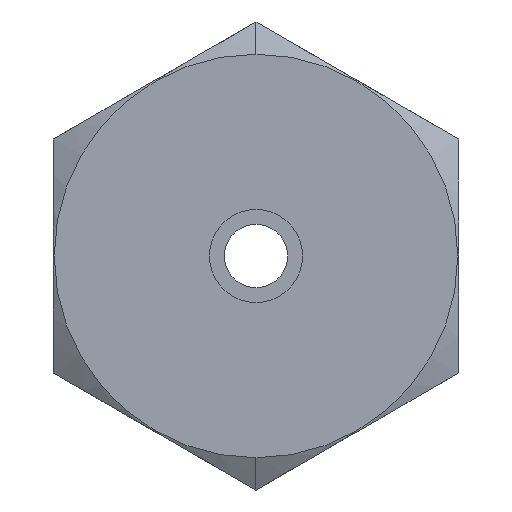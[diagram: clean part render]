
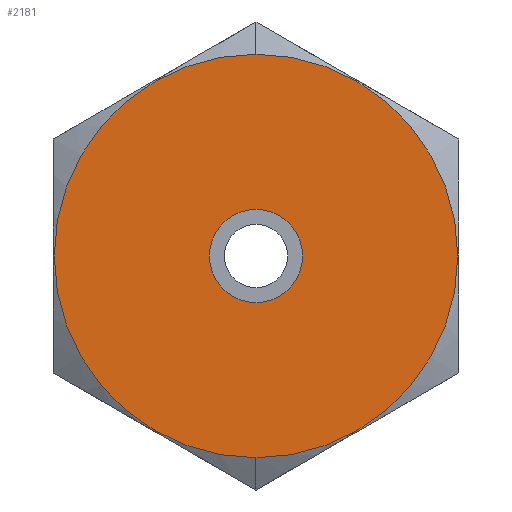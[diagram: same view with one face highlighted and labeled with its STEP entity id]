
A CAD part, left-side view. The second image highlights one B-rep face of the part: STEP entity #2181.
In plain terms, the highlighted planar face has unit normal (-1, 0, 0).
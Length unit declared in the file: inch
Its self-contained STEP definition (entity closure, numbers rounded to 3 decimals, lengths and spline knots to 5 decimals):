
#185 = CIRCLE ( 'NONE', #9387, 0.12925 ) ;
#198 = PLANE ( 'NONE',  #6650 ) ;
#873 = DIRECTION ( 'NONE',  ( 0., 0., -1. ) ) ;
#983 = CARTESIAN_POINT ( 'NONE',  ( -0.87, 0., 0. ) ) ;
#1547 = CIRCLE ( 'NONE', #2797, 0.56 ) ;
#1714 = FACE_BOUND ( 'NONE', #7290, .T. ) ;
#1814 = DIRECTION ( 'NONE',  ( -1., 0., 0. ) ) ;
#1880 = CARTESIAN_POINT ( 'NONE',  ( -0.87, 0., 0.12925 ) ) ;
#2181 = ADVANCED_FACE ( 'NONE', ( #1714, #7982 ), #198, .F. ) ;
#2303 = EDGE_LOOP ( 'NONE', ( #2916, #10126 ) ) ;
#2476 = DIRECTION ( 'NONE',  ( -1., 0., 0. ) ) ;
#2626 = EDGE_CURVE ( 'NONE', #4247, #8526, #3111, .T. ) ;
#2639 = ORIENTED_EDGE ( 'NONE', *, *, #3753, .F. ) ;
#2747 = VERTEX_POINT ( 'NONE', #7255 ) ;
#2797 = AXIS2_PLACEMENT_3D ( 'NONE', #9222, #4955, #873 ) ;
#2916 = ORIENTED_EDGE ( 'NONE', *, *, #2626, .F. ) ;
#3111 = CIRCLE ( 'NONE', #6439, 0.56 ) ;
#3753 = EDGE_CURVE ( 'NONE', #10370, #2747, #185, .T. ) ;
#3984 = CARTESIAN_POINT ( 'NONE',  ( -0.87, 0., 0. ) ) ;
#4221 = AXIS2_PLACEMENT_3D ( 'NONE', #983, #1814, #8366 ) ;
#4247 = VERTEX_POINT ( 'NONE', #6117 ) ;
#4955 = DIRECTION ( 'NONE',  ( 1., 0., 0. ) ) ;
#5025 = CIRCLE ( 'NONE', #4221, 0.12925 ) ;
#5648 = CARTESIAN_POINT ( 'NONE',  ( -0.87, 0., 0.56 ) ) ;
#5722 = DIRECTION ( 'NONE',  ( 0., 0., 1. ) ) ;
#6117 = CARTESIAN_POINT ( 'NONE',  ( -0.87, 0., -0.56 ) ) ;
#6439 = AXIS2_PLACEMENT_3D ( 'NONE', #3984, #7331, #9720 ) ;
#6650 = AXIS2_PLACEMENT_3D ( 'NONE', #8359, #7644, #8503 ) ;
#7255 = CARTESIAN_POINT ( 'NONE',  ( -0.87, 0., -0.12925 ) ) ;
#7290 = EDGE_LOOP ( 'NONE', ( #2639, #9932 ) ) ;
#7331 = DIRECTION ( 'NONE',  ( 1., 0., 0. ) ) ;
#7644 = DIRECTION ( 'NONE',  ( 1., 0., 0. ) ) ;
#7982 = FACE_OUTER_BOUND ( 'NONE', #2303, .T. ) ;
#8138 = EDGE_CURVE ( 'NONE', #2747, #10370, #5025, .T. ) ;
#8359 = CARTESIAN_POINT ( 'NONE',  ( -0.87, 0.5625, 0.32476 ) ) ;
#8366 = DIRECTION ( 'NONE',  ( 0., 0., 1. ) ) ;
#8503 = DIRECTION ( 'NONE',  ( 0., 0., -1. ) ) ;
#8526 = VERTEX_POINT ( 'NONE', #5648 ) ;
#9055 = CARTESIAN_POINT ( 'NONE',  ( -0.87, 0., 0. ) ) ;
#9222 = CARTESIAN_POINT ( 'NONE',  ( -0.87, 0., 0. ) ) ;
#9387 = AXIS2_PLACEMENT_3D ( 'NONE', #9055, #2476, #5722 ) ;
#9646 = EDGE_CURVE ( 'NONE', #8526, #4247, #1547, .T. ) ;
#9720 = DIRECTION ( 'NONE',  ( 0., 0., -1. ) ) ;
#9932 = ORIENTED_EDGE ( 'NONE', *, *, #8138, .F. ) ;
#10126 = ORIENTED_EDGE ( 'NONE', *, *, #9646, .F. ) ;
#10370 = VERTEX_POINT ( 'NONE', #1880 ) ;
